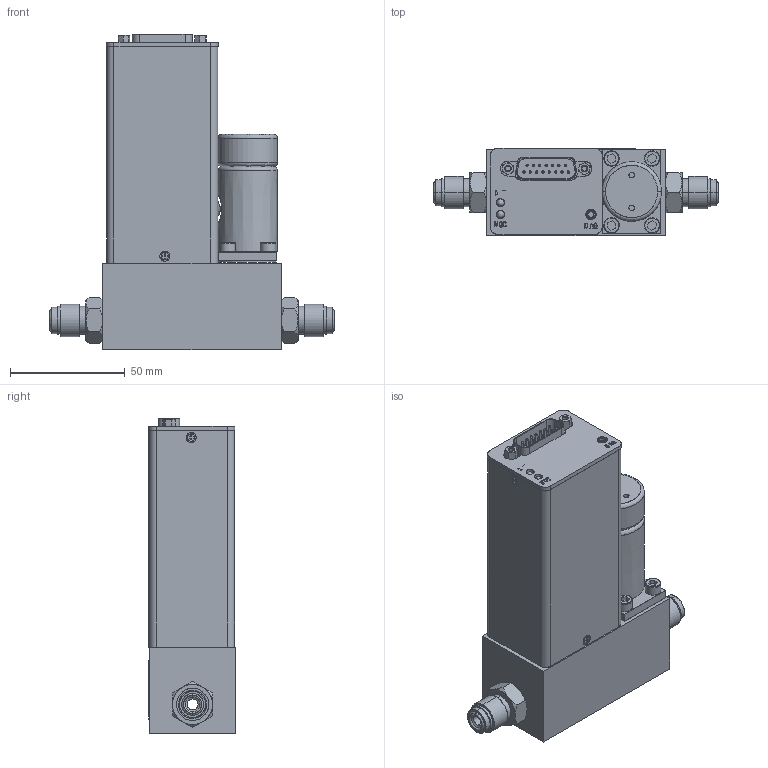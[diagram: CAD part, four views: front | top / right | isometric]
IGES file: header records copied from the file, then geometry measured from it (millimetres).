
Start section: SolidWorks IGES file using analytic representation for surfaces
Global section: file name: SLA5820-S-1E-1-C-REVB.IGS; native system: SolidWorks 2017; preprocessor: SolidWorks 2017; author: cfehr; date: 180531.160704; units: inch
Bounding box: 123.95 x 38.22 x 137.39 mm (x, y, z)
Surface area: 60367.7 mm2 (no closed solid volume)
Topology: 0 solids, 0 shells, 574 faces, 6542 edges, 6538 vertices
Faces by surface type: bspline 309, revolution 265
